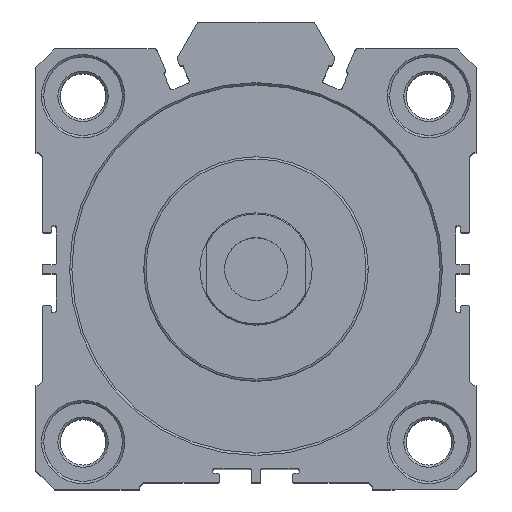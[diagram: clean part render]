
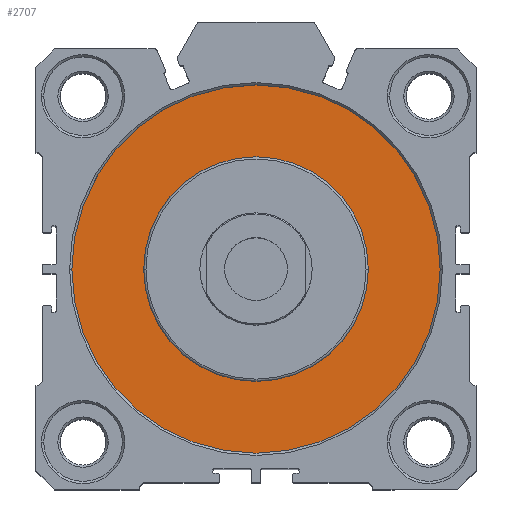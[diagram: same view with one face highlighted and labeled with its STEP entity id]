
A CAD part, top view. The second image highlights one B-rep face of the part: STEP entity #2707.
In plain terms, the highlighted planar face has unit normal (0, 0, 1).
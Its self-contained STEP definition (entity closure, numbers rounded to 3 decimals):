
#70 = CARTESIAN_POINT ( 'NONE',  ( 0., 0., 46.35 ) ) ;
#472 = CARTESIAN_POINT ( 'NONE',  ( -25., 0., 46.35 ) ) ;
#595 = FACE_BOUND ( 'NONE', #3658, .T. ) ;
#705 = DIRECTION ( 'NONE',  ( 1., 0., 0. ) ) ;
#778 = DIRECTION ( 'NONE',  ( 0., 0., 1. ) ) ;
#824 = PLANE ( 'NONE',  #2068 ) ;
#841 = DIRECTION ( 'NONE',  ( 0., 0., 1. ) ) ;
#919 = VERTEX_POINT ( 'NONE', #5908 ) ;
#953 = CARTESIAN_POINT ( 'NONE',  ( 0., 0., 46.35 ) ) ;
#981 = VERTEX_POINT ( 'NONE', #4099 ) ;
#1581 = EDGE_CURVE ( 'NONE', #919, #7444, #2430, .T. ) ;
#1604 = DIRECTION ( 'NONE',  ( 1., 0., 0. ) ) ;
#2068 = AXIS2_PLACEMENT_3D ( 'NONE', #3304, #2111, #6514 ) ;
#2111 = DIRECTION ( 'NONE',  ( 0., 0., 1. ) ) ;
#2430 = CIRCLE ( 'NONE', #4550, 25. ) ;
#2577 = EDGE_CURVE ( 'NONE', #981, #6051, #7038, .T. ) ;
#2707 = ADVANCED_FACE ( 'NONE', ( #595, #5656 ), #824, .T. ) ;
#2725 = AXIS2_PLACEMENT_3D ( 'NONE', #4577, #778, #5216 ) ;
#3304 = CARTESIAN_POINT ( 'NONE',  ( 0., 0., 46.35 ) ) ;
#3373 = EDGE_CURVE ( 'NONE', #7444, #919, #4062, .T. ) ;
#3658 = EDGE_LOOP ( 'NONE', ( #7483, #4326 ) ) ;
#4062 = CIRCLE ( 'NONE', #7695, 25. ) ;
#4099 = CARTESIAN_POINT ( 'NONE',  ( -41., 0., 46.35 ) ) ;
#4326 = ORIENTED_EDGE ( 'NONE', *, *, #1581, .F. ) ;
#4505 = DIRECTION ( 'NONE',  ( 0., 0., 1. ) ) ;
#4550 = AXIS2_PLACEMENT_3D ( 'NONE', #4638, #841, #5291 ) ;
#4559 = ORIENTED_EDGE ( 'NONE', *, *, #5696, .T. ) ;
#4577 = CARTESIAN_POINT ( 'NONE',  ( 0., 0., 46.35 ) ) ;
#4638 = CARTESIAN_POINT ( 'NONE',  ( 0., 0., 46.35 ) ) ;
#4700 = ORIENTED_EDGE ( 'NONE', *, *, #2577, .T. ) ;
#4846 = EDGE_LOOP ( 'NONE', ( #4559, #4700 ) ) ;
#5195 = AXIS2_PLACEMENT_3D ( 'NONE', #70, #4505, #705 ) ;
#5216 = DIRECTION ( 'NONE',  ( 1., 0., 0. ) ) ;
#5291 = DIRECTION ( 'NONE',  ( 1., 0., 0. ) ) ;
#5397 = DIRECTION ( 'NONE',  ( 0., 0., 1. ) ) ;
#5461 = CARTESIAN_POINT ( 'NONE',  ( 41., 0., 46.35 ) ) ;
#5482 = CIRCLE ( 'NONE', #2725, 41. ) ;
#5656 = FACE_OUTER_BOUND ( 'NONE', #4846, .T. ) ;
#5696 = EDGE_CURVE ( 'NONE', #6051, #981, #5482, .T. ) ;
#5908 = CARTESIAN_POINT ( 'NONE',  ( 25., 0., 46.35 ) ) ;
#6051 = VERTEX_POINT ( 'NONE', #5461 ) ;
#6514 = DIRECTION ( 'NONE',  ( 1., 0., 0. ) ) ;
#7038 = CIRCLE ( 'NONE', #5195, 41. ) ;
#7444 = VERTEX_POINT ( 'NONE', #472 ) ;
#7483 = ORIENTED_EDGE ( 'NONE', *, *, #3373, .F. ) ;
#7695 = AXIS2_PLACEMENT_3D ( 'NONE', #953, #5397, #1604 ) ;
